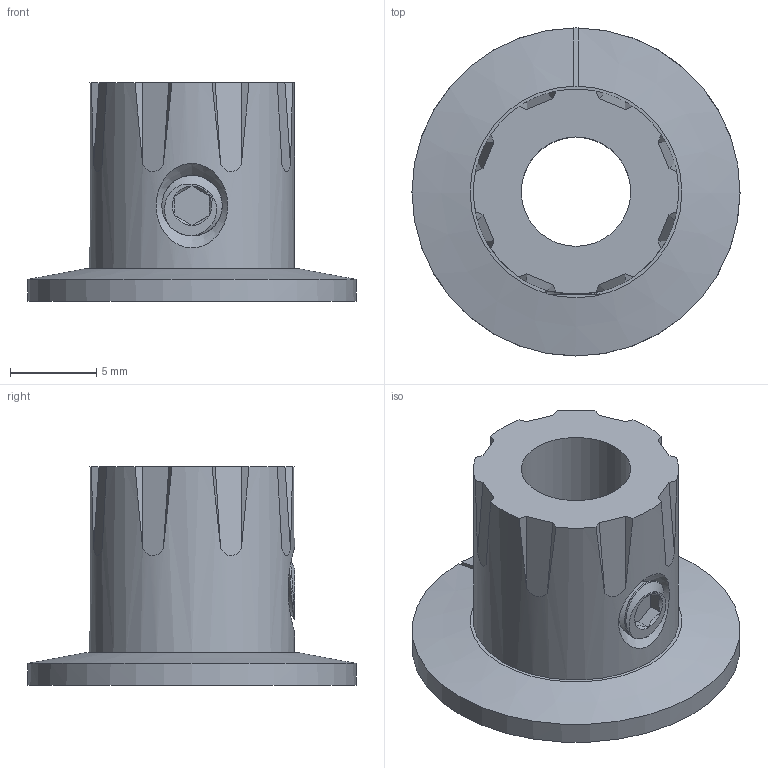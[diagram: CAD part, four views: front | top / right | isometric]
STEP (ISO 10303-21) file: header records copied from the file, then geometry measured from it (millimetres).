
FILE_DESCRIPTION(/* description */ ('NP2 6094K18 KNOB AI'),/* implementation_level */ '2;1');
FILE_NAME(/* name */ 'J009972 NP2 6094K18 KNOB AI Rev -.stp',/* time_stamp */ '2021-08-01T20:41:59-04:00',/* author */ ('arnoldj'),/* organization */ (''),/* preprocessor_version */ 'ST-DEVELOPER v18',/* originating_system */ 'Autodesk Inventor 2020',/* authorisation */ '');
FILE_SCHEMA (('AUTOMOTIVE_DESIGN { 1 0 10303 214 3 1 1 }'));
Length unit declared in the file: inch
Products named in the file (1): J009972
Bounding box: 19.05 x 19.05 x 12.7 mm (x, y, z)
Volume: 1260.3 mm3; surface area: 1319.4 mm2
Topology: 2 solids, 2 shells, 74 faces, 195 edges, 126 vertices
Faces by surface type: plane 38, cylinder 19, cone 11, bspline 6
Full cylindrical faces by diameter (mm): 2.474 x3, 3.505 x3, 6.35 x1, 11.906 x1, 19.05 x1
Entity records: 4747 total; most frequent: CARTESIAN_POINT 2965, ORIENTED_EDGE 390, DIRECTION 337, EDGE_CURVE 195, AXIS2_PLACEMENT_3D 132, VERTEX_POINT 126, EDGE_LOOP 79, FACE_OUTER_BOUND 74
